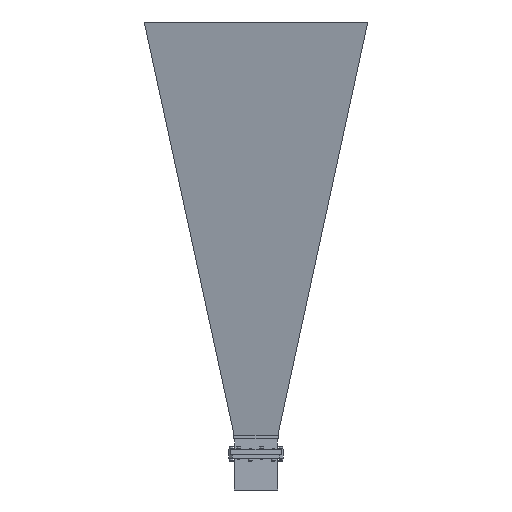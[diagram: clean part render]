
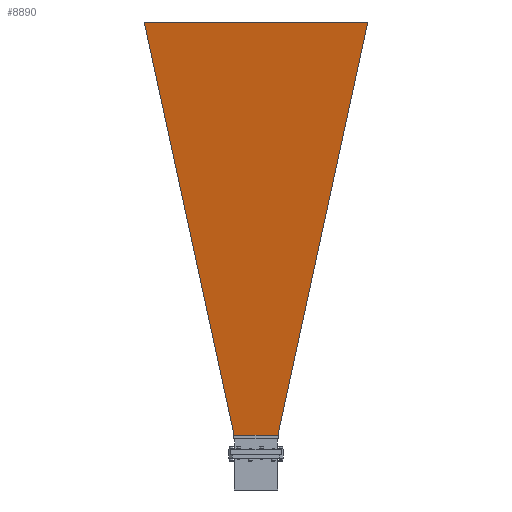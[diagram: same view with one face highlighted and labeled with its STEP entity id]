
A CAD part, front view. The second image highlights one B-rep face of the part: STEP entity #8890.
In plain terms, the highlighted face is planar.
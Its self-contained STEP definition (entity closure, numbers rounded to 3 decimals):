
#110 = VECTOR ( 'NONE', #14969, 1000. ) ;
#127 = VECTOR ( 'NONE', #9480, 1000. ) ;
#2828 = EDGE_CURVE ( 'NONE', #10877, #12178, #16266, .T. ) ;
#2862 = PLANE ( 'NONE',  #12697 ) ;
#3921 = LINE ( 'NONE', #16249, #16156 ) ;
#4096 = DIRECTION ( 'NONE',  ( -1., 0., 0. ) ) ;
#4363 = EDGE_CURVE ( 'NONE', #10877, #16147, #7233, .T. ) ;
#4877 = ORIENTED_EDGE ( 'NONE', *, *, #11777, .F. ) ;
#5116 = EDGE_CURVE ( 'NONE', #16147, #16922, #12942, .T. ) ;
#5172 = DIRECTION ( 'NONE',  ( 0.21, -0.965, -0.155 ) ) ;
#5484 = CARTESIAN_POINT ( 'NONE',  ( 39.164, 6.35, 18.901 ) ) ;
#7233 = LINE ( 'NONE', #9569, #110 ) ;
#7459 = VECTOR ( 'NONE', #5172, 1000. ) ;
#8294 = CARTESIAN_POINT ( 'NONE',  ( -881.82, 6.035, 18.85 ) ) ;
#8468 = ORIENTED_EDGE ( 'NONE', *, *, #4363, .F. ) ;
#8890 = ADVANCED_FACE ( 'NONE', ( #15027 ), #2862, .T. ) ;
#9233 = CARTESIAN_POINT ( 'NONE',  ( -39.164, 6.35, 18.901 ) ) ;
#9480 = DIRECTION ( 'NONE',  ( -0.21, -0.965, -0.155 ) ) ;
#9569 = CARTESIAN_POINT ( 'NONE',  ( -881.82, 749.3, 137.871 ) ) ;
#9901 = CARTESIAN_POINT ( 'NONE',  ( -200.863, 749.3, 137.871 ) ) ;
#10588 = ORIENTED_EDGE ( 'NONE', *, *, #2828, .T. ) ;
#10793 = CARTESIAN_POINT ( 'NONE',  ( 76.298, 176.97, 46.223 ) ) ;
#10877 = VERTEX_POINT ( 'NONE', #9901 ) ;
#11777 = EDGE_CURVE ( 'NONE', #16922, #12178, #3921, .T. ) ;
#11885 = CARTESIAN_POINT ( 'NONE',  ( 200.863, 749.3, 137.871 ) ) ;
#12178 = VERTEX_POINT ( 'NONE', #9233 ) ;
#12697 = AXIS2_PLACEMENT_3D ( 'NONE', #8294, #13704, #15370 ) ;
#12942 = LINE ( 'NONE', #10793, #127 ) ;
#13332 = CARTESIAN_POINT ( 'NONE',  ( -76.298, 176.97, 46.223 ) ) ;
#13704 = DIRECTION ( 'NONE',  ( 0., -0.158, 0.987 ) ) ;
#14969 = DIRECTION ( 'NONE',  ( 1., 0., 0. ) ) ;
#15027 = FACE_OUTER_BOUND ( 'NONE', #16579, .T. ) ;
#15370 = DIRECTION ( 'NONE',  ( 0., -0.987, -0.158 ) ) ;
#16147 = VERTEX_POINT ( 'NONE', #11885 ) ;
#16156 = VECTOR ( 'NONE', #4096, 1000. ) ;
#16249 = CARTESIAN_POINT ( 'NONE',  ( 0., 6.35, 18.901 ) ) ;
#16266 = LINE ( 'NONE', #13332, #7459 ) ;
#16579 = EDGE_LOOP ( 'NONE', ( #4877, #16857, #8468, #10588 ) ) ;
#16857 = ORIENTED_EDGE ( 'NONE', *, *, #5116, .F. ) ;
#16922 = VERTEX_POINT ( 'NONE', #5484 ) ;
